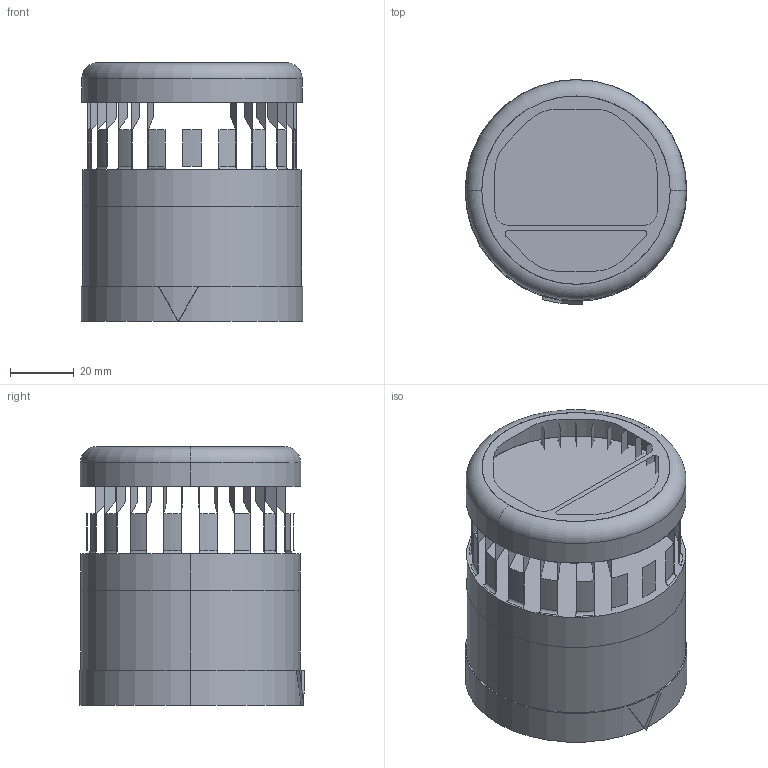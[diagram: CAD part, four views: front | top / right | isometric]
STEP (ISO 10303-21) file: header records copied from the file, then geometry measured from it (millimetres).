
FILE_DESCRIPTION((''),'2;1');
FILE_NAME('SPZ-70mm-piezo-ext SS.stp','2012-12-11T09:59:29',(''),(''),'Mechanical Desktop 2011','Mechanical Desktop 2011',', , ');
FILE_SCHEMA(('CONFIG_CONTROL_DESIGN'));
Length unit declared in the file: millimetre
Products named in the file (1): Product
Bounding box: 69.5 x 70.45 x 81 mm (x, y, z)
Volume: 176636.3 mm3; surface area: 43142.4 mm2
Topology: 3 solids, 39 shells, 80 faces, 481 edges, 482 vertices
Faces by surface type: bspline 32, cylinder 26, torus 16, plane 6
Entity records: 5195 total; most frequent: CARTESIAN_POINT 2250, QUASI_UNIFORM_CURVE 476, DIRECTION 382, PCURVE 284, COMPOSITE_CURVE_SEGMENT 284, ORIENTED_EDGE 208, EDGE_CURVE 190, VERTEX_POINT 184
